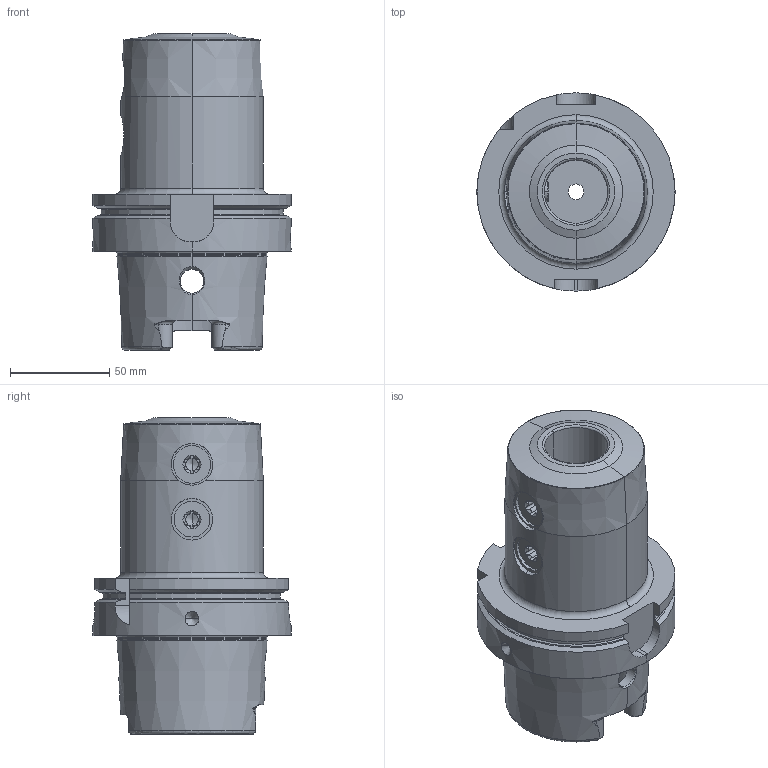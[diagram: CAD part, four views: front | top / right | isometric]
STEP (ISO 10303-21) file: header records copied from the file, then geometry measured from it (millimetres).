
FILE_DESCRIPTION((''),'2;1');
FILE_NAME('607265498-000','2019-07-03T08:55:22',('schmiedtm'),(''),'CREO PARAMETRIC BY PTC INC, 2018300','CREO PARAMETRIC BY PTC INC, 2018300','');
FILE_SCHEMA(('AUTOMOTIVE_DESIGN { 1 0 10303 214 1 1 1 1 }'));
Length unit declared in the file: millimetre
Products named in the file (1): 607265498-000
Bounding box: 100 x 100 x 159.9 mm (x, y, z)
Volume: 502915.1 mm3; surface area: 77586.8 mm2
Topology: 1 solids, 1 shells, 248 faces, 608 edges, 377 vertices
Faces by surface type: cylinder 102, cone 60, plane 54, torus 32
Entity records: 11810 total; most frequent: CARTESIAN_POINT 3944, DIRECTION 1260, ORIENTED_EDGE 1204, PRESENTATION_STYLE_ASSIGNMENT 603, STYLED_ITEM 603, CURVE_STYLE 602, EDGE_CURVE 602, AXIS2_PLACEMENT_3D 521
